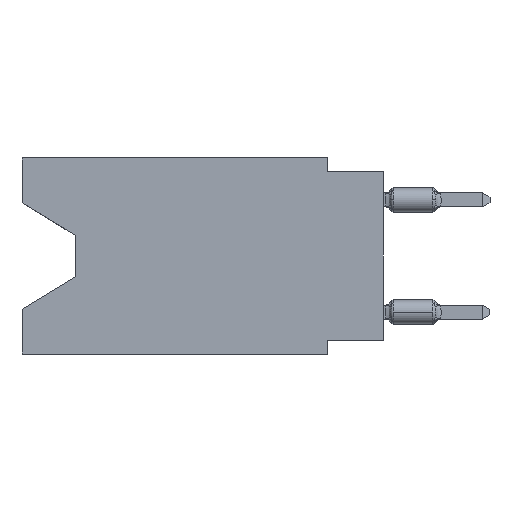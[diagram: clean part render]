
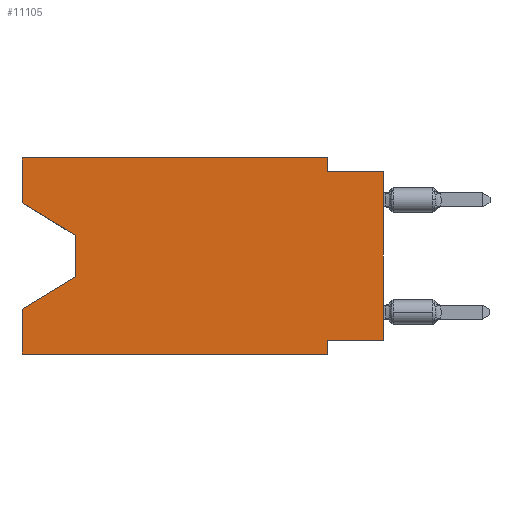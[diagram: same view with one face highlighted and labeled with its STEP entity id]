
A CAD part, left-side view. The second image highlights one B-rep face of the part: STEP entity #11105.
In plain terms, the highlighted planar face has unit normal (-1, 0, 0).
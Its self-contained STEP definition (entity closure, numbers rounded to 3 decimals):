
#37 = EDGE_CURVE ( 'NONE', #1062, #1811, #15154, .T. ) ;
#363 = ORIENTED_EDGE ( 'NONE', *, *, #17732, .F. ) ;
#370 = DIRECTION ( 'NONE',  ( 0., -1., 0. ) ) ;
#785 = DIRECTION ( 'NONE',  ( 0., -1., 0. ) ) ;
#876 = ORIENTED_EDGE ( 'NONE', *, *, #14494, .T. ) ;
#935 = CARTESIAN_POINT ( 'NONE',  ( 0., 2.54, -0.635 ) ) ;
#1044 = CARTESIAN_POINT ( 'NONE',  ( 0., 2.54, 0. ) ) ;
#1062 = VERTEX_POINT ( 'NONE', #13818 ) ;
#1156 = ORIENTED_EDGE ( 'NONE', *, *, #4716, .T. ) ;
#1450 = CARTESIAN_POINT ( 'NONE',  ( 0., 16.383, 0. ) ) ;
#1503 = LINE ( 'NONE', #4585, #12144 ) ;
#1752 = VECTOR ( 'NONE', #7523, 1000. ) ;
#1768 = VECTOR ( 'NONE', #785, 1000. ) ;
#1811 = VERTEX_POINT ( 'NONE', #17421 ) ;
#2356 = VECTOR ( 'NONE', #15478, 1000. ) ;
#2438 = CARTESIAN_POINT ( 'NONE',  ( 0., 16.383, -6.852 ) ) ;
#2518 = VERTEX_POINT ( 'NONE', #6968 ) ;
#3434 = CARTESIAN_POINT ( 'NONE',  ( 0., 16.383, 0. ) ) ;
#4049 = CARTESIAN_POINT ( 'NONE',  ( 0., 16.383, -2.038 ) ) ;
#4449 = VECTOR ( 'NONE', #18173, 1000. ) ;
#4585 = CARTESIAN_POINT ( 'NONE',  ( 0., 0., 0. ) ) ;
#4716 = EDGE_CURVE ( 'NONE', #18349, #15535, #1503, .T. ) ;
#5112 = PLANE ( 'NONE',  #10983 ) ;
#6049 = CARTESIAN_POINT ( 'NONE',  ( 0., 2.54, -8.255 ) ) ;
#6420 = DIRECTION ( 'NONE',  ( 0., 0., -1. ) ) ;
#6430 = VERTEX_POINT ( 'NONE', #2438 ) ;
#6511 = FACE_OUTER_BOUND ( 'NONE', #11050, .T. ) ;
#6866 = VECTOR ( 'NONE', #11450, 1000. ) ;
#6879 = LINE ( 'NONE', #12952, #6866 ) ;
#6927 = VERTEX_POINT ( 'NONE', #14360 ) ;
#6968 = CARTESIAN_POINT ( 'NONE',  ( 0., 16.383, -8.89 ) ) ;
#7237 = EDGE_CURVE ( 'NONE', #16288, #6927, #16512, .T. ) ;
#7332 = CARTESIAN_POINT ( 'NONE',  ( 0., 13.97, -5.385 ) ) ;
#7348 = DIRECTION ( 'NONE',  ( 0., 0., 1. ) ) ;
#7523 = DIRECTION ( 'NONE',  ( 0., 0.855, -0.519 ) ) ;
#7799 = VECTOR ( 'NONE', #14017, 1000. ) ;
#8057 = LINE ( 'NONE', #14999, #1768 ) ;
#8285 = CARTESIAN_POINT ( 'NONE',  ( 0., 2.54, -8.89 ) ) ;
#8349 = VERTEX_POINT ( 'NONE', #15096 ) ;
#8503 = LINE ( 'NONE', #4049, #4449 ) ;
#8529 = LINE ( 'NONE', #1450, #2356 ) ;
#8735 = LINE ( 'NONE', #7332, #1752 ) ;
#8994 = VECTOR ( 'NONE', #12203, 1000. ) ;
#9069 = CARTESIAN_POINT ( 'NONE',  ( 0., 16.383, 0. ) ) ;
#9288 = EDGE_CURVE ( 'NONE', #1811, #10642, #15618, .T. ) ;
#9348 = DIRECTION ( 'NONE',  ( 0., -1., 0. ) ) ;
#9455 = EDGE_CURVE ( 'NONE', #10642, #15535, #17566, .T. ) ;
#9879 = LINE ( 'NONE', #8285, #7799 ) ;
#9977 = ORIENTED_EDGE ( 'NONE', *, *, #11073, .F. ) ;
#10474 = ORIENTED_EDGE ( 'NONE', *, *, #7237, .T. ) ;
#10534 = LINE ( 'NONE', #3434, #13675 ) ;
#10619 = CARTESIAN_POINT ( 'NONE',  ( 0., 16.383, 0. ) ) ;
#10642 = VERTEX_POINT ( 'NONE', #935 ) ;
#10757 = ORIENTED_EDGE ( 'NONE', *, *, #15340, .F. ) ;
#10983 = AXIS2_PLACEMENT_3D ( 'NONE', #10619, #13630, #6420 ) ;
#11012 = VERTEX_POINT ( 'NONE', #6049 ) ;
#11050 = EDGE_LOOP ( 'NONE', ( #876, #10474, #14611, #9977, #14298, #363, #10757, #1156, #13312, #17180, #17796, #18081 ) ) ;
#11073 = EDGE_CURVE ( 'NONE', #2518, #6430, #10534, .T. ) ;
#11105 = ADVANCED_FACE ( 'NONE', ( #6511 ), #5112, .F. ) ;
#11450 = DIRECTION ( 'NONE',  ( 0., 1., 0. ) ) ;
#11852 = CARTESIAN_POINT ( 'NONE',  ( 0., 0., -0.635 ) ) ;
#12144 = VECTOR ( 'NONE', #17307, 1000. ) ;
#12203 = DIRECTION ( 'NONE',  ( 0., 0., -1. ) ) ;
#12952 = CARTESIAN_POINT ( 'NONE',  ( 0., 0., -8.255 ) ) ;
#12991 = CARTESIAN_POINT ( 'NONE',  ( 0., 16.383, -2.038 ) ) ;
#13312 = ORIENTED_EDGE ( 'NONE', *, *, #9455, .F. ) ;
#13630 = DIRECTION ( 'NONE',  ( 1., 0., 0. ) ) ;
#13675 = VECTOR ( 'NONE', #7348, 1000. ) ;
#13706 = EDGE_CURVE ( 'NONE', #6927, #6430, #8735, .T. ) ;
#13815 = CARTESIAN_POINT ( 'NONE',  ( 0., 0., -8.255 ) ) ;
#13818 = CARTESIAN_POINT ( 'NONE',  ( 0., 16.383, 0. ) ) ;
#13939 = DIRECTION ( 'NONE',  ( 0., 0., -1. ) ) ;
#14017 = DIRECTION ( 'NONE',  ( 0., 0., -1. ) ) ;
#14054 = EDGE_CURVE ( 'NONE', #16330, #1062, #8529, .T. ) ;
#14068 = VECTOR ( 'NONE', #9348, 1000. ) ;
#14298 = ORIENTED_EDGE ( 'NONE', *, *, #14307, .T. ) ;
#14307 = EDGE_CURVE ( 'NONE', #2518, #8349, #8057, .T. ) ;
#14360 = CARTESIAN_POINT ( 'NONE',  ( 0., 13.97, -5.385 ) ) ;
#14494 = EDGE_CURVE ( 'NONE', #16330, #16288, #8503, .T. ) ;
#14529 = CARTESIAN_POINT ( 'NONE',  ( 0., 0., -0.635 ) ) ;
#14611 = ORIENTED_EDGE ( 'NONE', *, *, #13706, .T. ) ;
#14999 = CARTESIAN_POINT ( 'NONE',  ( 0., 16.383, -8.89 ) ) ;
#15094 = CARTESIAN_POINT ( 'NONE',  ( 0., 13.97, -3.505 ) ) ;
#15096 = CARTESIAN_POINT ( 'NONE',  ( 0., 2.54, -8.89 ) ) ;
#15154 = LINE ( 'NONE', #9069, #14068 ) ;
#15340 = EDGE_CURVE ( 'NONE', #18349, #11012, #6879, .T. ) ;
#15478 = DIRECTION ( 'NONE',  ( 0., 0., 1. ) ) ;
#15535 = VERTEX_POINT ( 'NONE', #14529 ) ;
#15618 = LINE ( 'NONE', #1044, #16892 ) ;
#16288 = VERTEX_POINT ( 'NONE', #17573 ) ;
#16330 = VERTEX_POINT ( 'NONE', #12991 ) ;
#16512 = LINE ( 'NONE', #15094, #8994 ) ;
#16892 = VECTOR ( 'NONE', #13939, 1000. ) ;
#17180 = ORIENTED_EDGE ( 'NONE', *, *, #9288, .F. ) ;
#17201 = VECTOR ( 'NONE', #370, 1000. ) ;
#17307 = DIRECTION ( 'NONE',  ( 0., 0., 1. ) ) ;
#17421 = CARTESIAN_POINT ( 'NONE',  ( 0., 2.54, 0. ) ) ;
#17566 = LINE ( 'NONE', #11852, #17201 ) ;
#17573 = CARTESIAN_POINT ( 'NONE',  ( 0., 13.97, -3.505 ) ) ;
#17732 = EDGE_CURVE ( 'NONE', #11012, #8349, #9879, .T. ) ;
#17796 = ORIENTED_EDGE ( 'NONE', *, *, #37, .F. ) ;
#18081 = ORIENTED_EDGE ( 'NONE', *, *, #14054, .F. ) ;
#18173 = DIRECTION ( 'NONE',  ( 0., -0.855, -0.519 ) ) ;
#18349 = VERTEX_POINT ( 'NONE', #13815 ) ;
